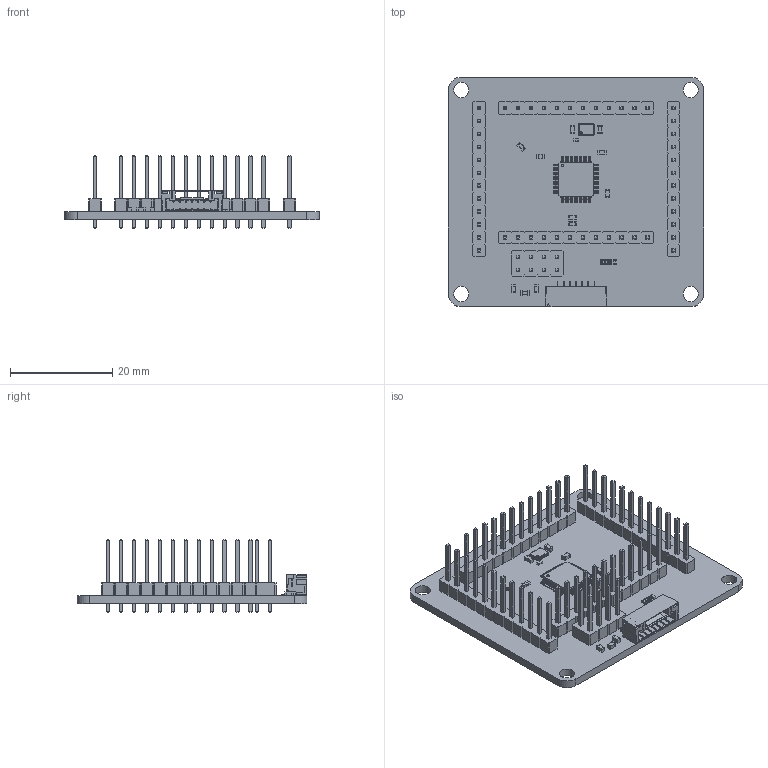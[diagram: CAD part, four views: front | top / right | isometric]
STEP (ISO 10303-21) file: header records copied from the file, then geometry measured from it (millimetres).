
FILE_DESCRIPTION(('FreeCAD Model'),'2;1');
FILE_NAME( 'breakout_xmc1400.step', '2019-08-15T16:13:49',('kicad StepUp'),('ksu MCAD'), 'Open CASCADE STEP processor 7.3','FreeCAD','Unknown');
FILE_SCHEMA(('AUTOMOTIVE_DESIGN { 1 0 10303 214 1 1 1 1 }'));
Length unit declared in the file: millimetre
Products named in the file (28): xmc1400-breakout; Board_Geoms; Pcb; Open CASCADE STEP translator 7.3 1.1.1.1; Step_Models; Top; U1_lqfp48_7x7_p05_5825F6DA; X1_3225_582637A1; C1_C_0603_59A57187; C2_C_0603_59A57190; C3_C_0603_59A57199; C4_C_0603_59A571A2; C5_C_0603_59A571AB; C6_C_0603_59A571B4; C8_C_0603_59A571BD; C9_C_0603_59A571C6; D3_D_0603_blue_59A571CF; FB1_C_0603_59A571DE; P1_BrickletConn_7pin_59A571E7; R1_R_0603_59A571F9; R9_R_0402_59A57202; P3_PinHeader_Straight_1x12x254mm_5898CD6C; P4_PinHeader_Straight_1x12x254mm_5898CD80; P5_PinHeader_Straight_1x12x254mm_5898CD94; P6_PinHeader_Straight_1x12x254mm_5898CDA8; P7_PinHeader_Straight_2x04x254mm_59A59EA3; C7_C_0402_5C5C7CBB; RP1_Cut_5C5C7CCB
Assembly tree (27 placements, depth 4):
  xmc1400-breakout
    Board_Geoms
      Pcb
        Open CASCADE STEP translator 7.3 1.1.1.1
    Step_Models
      Top
        U1_lqfp48_7x7_p05_5825F6DA
        X1_3225_582637A1
        C1_C_0603_59A57187
        C2_C_0603_59A57190
        C3_C_0603_59A57199
        C4_C_0603_59A571A2
        C5_C_0603_59A571AB
        C6_C_0603_59A571B4
        C8_C_0603_59A571BD
        C9_C_0603_59A571C6
        D3_D_0603_blue_59A571CF
        FB1_C_0603_59A571DE
        P1_BrickletConn_7pin_59A571E7
        R1_R_0603_59A571F9
        R9_R_0402_59A57202
        P3_PinHeader_Straight_1x12x254mm_5898CD6C
        P4_PinHeader_Straight_1x12x254mm_5898CD80
        P5_PinHeader_Straight_1x12x254mm_5898CD94
        P6_PinHeader_Straight_1x12x254mm_5898CDA8
        P7_PinHeader_Straight_2x04x254mm_59A59EA3
        C7_C_0402_5C5C7CBB
        RP1_Cut_5C5C7CCB
Bounding box: 50 x 45 x 14.3 mm (x, y, z)
Volume: 4767.5 mm3; surface area: 8840.9 mm2
Topology: 29 solids, 29 shells, 3248 faces, 8450 edges, 5360 vertices
Faces by surface type: plane 2704, cylinder 452, bspline 92
Full cylindrical faces by diameter (mm): 0.5 x1, 0.813 x4, 1.016 x52, 3 x4
Entity records: 120531 total; most frequent: CARTESIAN_POINT 17922, ORIENTED_EDGE 16900, DIRECTION 15634, EDGE_CURVE 8450, LINE 7482, VECTOR 7482, VERTEX_POINT 5360, AXIS2_PLACEMENT_3D 4076
